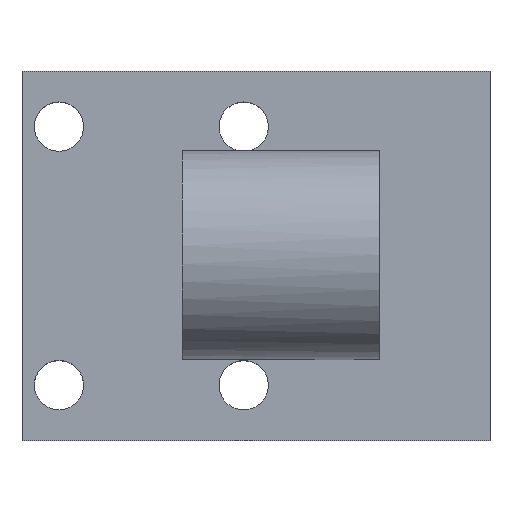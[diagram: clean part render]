
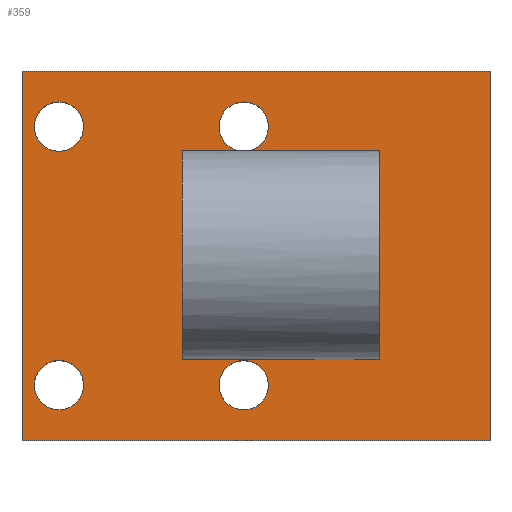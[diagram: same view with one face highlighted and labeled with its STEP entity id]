
A CAD part, top view. The second image highlights one B-rep face of the part: STEP entity #359.
In plain terms, the highlighted planar face has unit normal (0, 0, 1).
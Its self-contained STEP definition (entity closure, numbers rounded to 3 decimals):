
#19=FACE_BOUND('',#65,.T.);
#20=FACE_BOUND('',#66,.T.);
#21=FACE_BOUND('',#67,.T.);
#22=FACE_BOUND('',#68,.T.);
#23=FACE_BOUND('',#69,.T.);
#41=FACE_OUTER_BOUND('',#64,.T.);
#64=EDGE_LOOP('',(#295,#296,#297,#298));
#65=EDGE_LOOP('',(#299));
#66=EDGE_LOOP('',(#300));
#67=EDGE_LOOP('',(#301));
#68=EDGE_LOOP('',(#302));
#69=EDGE_LOOP('',(#303,#304,#305,#306));
#88=LINE('',#554,#122);
#91=LINE('',#559,#125);
#92=LINE('',#562,#126);
#99=LINE('',#585,#133);
#102=LINE('',#590,#136);
#103=LINE('',#593,#137);
#104=LINE('',#594,#138);
#105=LINE('',#603,#139);
#122=VECTOR('',#451,10.);
#125=VECTOR('',#456,10.);
#126=VECTOR('',#459,10.);
#133=VECTOR('',#478,10.);
#136=VECTOR('',#483,10.);
#137=VECTOR('',#486,10.);
#138=VECTOR('',#487,10.);
#139=VECTOR('',#496,10.);
#155=CIRCLE('',#403,2.);
#156=CIRCLE('',#404,2.);
#157=CIRCLE('',#405,2.);
#158=CIRCLE('',#406,2.);
#171=VERTEX_POINT('',#551);
#172=VERTEX_POINT('',#553);
#173=VERTEX_POINT('',#557);
#174=VERTEX_POINT('',#561);
#183=VERTEX_POINT('',#582);
#184=VERTEX_POINT('',#584);
#185=VERTEX_POINT('',#588);
#186=VERTEX_POINT('',#592);
#187=VERTEX_POINT('',#595);
#188=VERTEX_POINT('',#597);
#189=VERTEX_POINT('',#599);
#190=VERTEX_POINT('',#601);
#208=EDGE_CURVE('',#171,#172,#88,.T.);
#211=EDGE_CURVE('',#173,#171,#91,.T.);
#212=EDGE_CURVE('',#172,#174,#92,.T.);
#223=EDGE_CURVE('',#184,#183,#99,.T.);
#226=EDGE_CURVE('',#183,#185,#102,.T.);
#227=EDGE_CURVE('',#185,#186,#103,.T.);
#228=EDGE_CURVE('',#186,#184,#104,.T.);
#229=EDGE_CURVE('',#187,#187,#155,.T.);
#230=EDGE_CURVE('',#188,#188,#156,.T.);
#231=EDGE_CURVE('',#189,#189,#157,.T.);
#232=EDGE_CURVE('',#190,#190,#158,.T.);
#233=EDGE_CURVE('',#174,#173,#105,.T.);
#295=ORIENTED_EDGE('',*,*,#226,.T.);
#296=ORIENTED_EDGE('',*,*,#227,.T.);
#297=ORIENTED_EDGE('',*,*,#228,.T.);
#298=ORIENTED_EDGE('',*,*,#223,.T.);
#299=ORIENTED_EDGE('',*,*,#229,.T.);
#300=ORIENTED_EDGE('',*,*,#230,.T.);
#301=ORIENTED_EDGE('',*,*,#231,.T.);
#302=ORIENTED_EDGE('',*,*,#232,.T.);
#303=ORIENTED_EDGE('',*,*,#208,.F.);
#304=ORIENTED_EDGE('',*,*,#211,.F.);
#305=ORIENTED_EDGE('',*,*,#233,.F.);
#306=ORIENTED_EDGE('',*,*,#212,.F.);
#344=PLANE('',#402);
#359=ADVANCED_FACE('',(#41,#19,#20,#21,#22,#23),#344,.F.);
#402=AXIS2_PLACEMENT_3D('',#591,#484,#485);
#403=AXIS2_PLACEMENT_3D('',#596,#488,#489);
#404=AXIS2_PLACEMENT_3D('',#598,#490,#491);
#405=AXIS2_PLACEMENT_3D('',#600,#492,#493);
#406=AXIS2_PLACEMENT_3D('',#602,#494,#495);
#451=DIRECTION('',(0.,1.,0.));
#456=DIRECTION('',(1.,0.,0.));
#459=DIRECTION('',(-1.,0.,0.));
#478=DIRECTION('',(1.,0.,0.));
#483=DIRECTION('',(0.,1.,0.));
#484=DIRECTION('center_axis',(0.,0.,-1.));
#485=DIRECTION('ref_axis',(1.,0.,0.));
#486=DIRECTION('',(-1.,0.,0.));
#487=DIRECTION('',(0.,-1.,0.));
#488=DIRECTION('center_axis',(0.,0.,-1.));
#489=DIRECTION('ref_axis',(1.,0.,0.));
#490=DIRECTION('center_axis',(0.,0.,-1.));
#491=DIRECTION('ref_axis',(1.,0.,0.));
#492=DIRECTION('center_axis',(0.,0.,-1.));
#493=DIRECTION('ref_axis',(1.,0.,0.));
#494=DIRECTION('center_axis',(0.,0.,-1.));
#495=DIRECTION('ref_axis',(1.,0.,0.));
#496=DIRECTION('',(0.,-1.,0.));
#551=CARTESIAN_POINT('',(164.,9.,83.5));
#553=CARTESIAN_POINT('',(164.,21.,83.5));
#554=CARTESIAN_POINT('',(164.,12.,83.5));
#557=CARTESIAN_POINT('',(152.,9.,83.5));
#559=CARTESIAN_POINT('',(155.,9.,83.5));
#561=CARTESIAN_POINT('',(152.,21.,83.5));
#562=CARTESIAN_POINT('',(161.,21.,83.5));
#582=CARTESIAN_POINT('',(177.,0.,83.5));
#584=CARTESIAN_POINT('',(139.,0.,83.5));
#585=CARTESIAN_POINT('',(177.,0.,83.5));
#588=CARTESIAN_POINT('',(177.,30.,83.5));
#590=CARTESIAN_POINT('',(177.,30.,83.5));
#591=CARTESIAN_POINT('Origin',(158.,15.,83.5));
#592=CARTESIAN_POINT('',(139.,30.,83.5));
#593=CARTESIAN_POINT('',(139.,30.,83.5));
#594=CARTESIAN_POINT('',(139.,0.,83.5));
#595=CARTESIAN_POINT('',(155.,25.5,83.5));
#596=CARTESIAN_POINT('Origin',(157.,25.5,83.5));
#597=CARTESIAN_POINT('',(140.,4.5,83.5));
#598=CARTESIAN_POINT('Origin',(142.,4.5,83.5));
#599=CARTESIAN_POINT('',(140.,25.5,83.5));
#600=CARTESIAN_POINT('Origin',(142.,25.5,83.5));
#601=CARTESIAN_POINT('',(155.,4.5,83.5));
#602=CARTESIAN_POINT('Origin',(157.,4.5,83.5));
#603=CARTESIAN_POINT('',(152.,18.,83.5));
